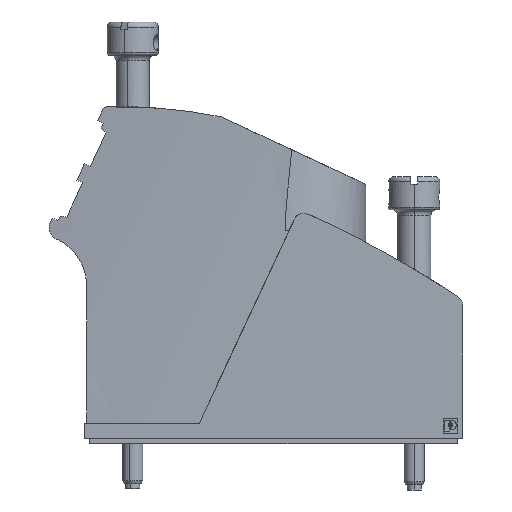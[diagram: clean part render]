
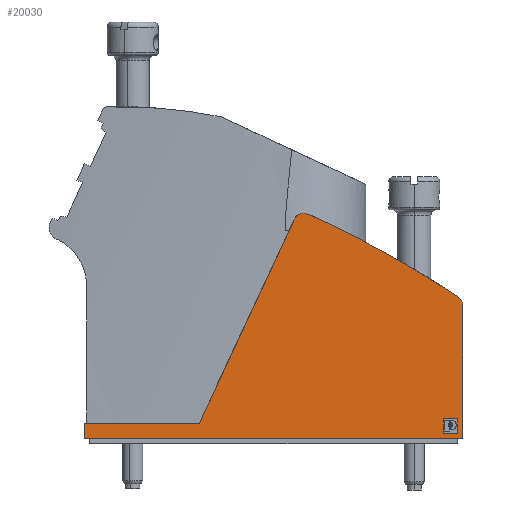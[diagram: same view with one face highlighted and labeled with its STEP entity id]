
A CAD part, left-side view. The second image highlights one B-rep face of the part: STEP entity #20030.
In plain terms, the highlighted face is planar.
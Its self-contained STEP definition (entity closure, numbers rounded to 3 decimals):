
#7180=CARTESIAN_POINT('',(-919.247,121.75,
-979.223));
#7190=VERTEX_POINT('',#7180);
#7360=CARTESIAN_POINT('',(-919.247,121.75,
-953.282));
#7370=VERTEX_POINT('',#7360);
#7400=CARTESIAN_POINT('',(-919.247,121.75,
54.114));
#7410=DIRECTION('',(0.,0.,1.));
#7420=VECTOR('',#7410,1.);
#7430=LINE('',#7400,#7420);
#7440=EDGE_CURVE('',#7190,#7370,#7430,.T.);
#10780=CARTESIAN_POINT('',(-396.592,121.75,
54.114));
#10790=DIRECTION('',(0.423,0.,0.906));
#10800=VECTOR('',#10790,1.);
#10810=LINE('',#10780,#10800);
#10820=CARTESIAN_POINT('',(-886.334,121.75,
-996.14));
#10830=VERTEX_POINT('',#10820);
#10840=CARTESIAN_POINT('',(-867.747,121.75,
-956.282));
#10850=VERTEX_POINT('',#10840);
#10860=EDGE_CURVE('',#10830,#10850,#10810,.T.);
#11330=CARTESIAN_POINT('',(-888.146,121.75,
-995.294));
#11340=DIRECTION('',(0.,-1.,0.));
#11350=DIRECTION('',(-1.,0.,0.));
#11360=AXIS2_PLACEMENT_3D('',#11330,#11340,#11350);
#11370=CIRCLE('',#11360,2.);
#11380=CARTESIAN_POINT('',(-888.952,121.75,
-997.125));
#11390=VERTEX_POINT('',#11380);
#11400=EDGE_CURVE('',#11390,#10830,#11370,.T.);
#13400=CARTESIAN_POINT('',(-918.047,121.75,
-956.931));
#13410=DIRECTION('',(0.,-1.,0.));
#13420=DIRECTION('',(-1.,0.,0.));
#13430=AXIS2_PLACEMENT_3D('',#13400,#13410,#13420);
#13440=CIRCLE('',#13430,0.2);
#13450=CARTESIAN_POINT('',(-918.247,121.75,
-956.931));
#13460=VERTEX_POINT('',#13450);
#13470=CARTESIAN_POINT('',(-918.047,121.75,
-957.132));
#13480=VERTEX_POINT('',#13470);
#13490=EDGE_CURVE('',#13460,#13480,#13440,.T.);
#18860=CARTESIAN_POINT('',(-892.532,121.75,
-972.885));
#18870=DIRECTION('',(0.,1.,-0.));
#18880=DIRECTION('',(-1.,0.,0.));
#18890=AXIS2_PLACEMENT_3D('',#18860,#18870,#18880);
#18900=PLANE('',#18890);
#18910=CARTESIAN_POINT('',(-845.247,121.75,
54.114));
#18920=DIRECTION('',(0.,0.,1.));
#18930=VECTOR('',#18920,1.);
#18940=LINE('',#18910,#18930);
#18950=CARTESIAN_POINT('',(-845.247,121.75,
-956.282));
#18960=VERTEX_POINT('',#18950);
#18970=CARTESIAN_POINT('',(-845.247,121.75,
-953.282));
#18980=VERTEX_POINT('',#18970);
#18990=EDGE_CURVE('',#18960,#18980,#18940,.T.);
#19000=ORIENTED_EDGE('',*,*,#18990,.T.);
#19010=CARTESIAN_POINT('',(-262.742,121.75,
-956.282));
#19020=DIRECTION('',(1.,0.,0.));
#19030=VECTOR('',#19020,1.);
#19040=LINE('',#19010,#19030);
#19050=EDGE_CURVE('',#10850,#18960,#19040,.T.);
#19060=ORIENTED_EDGE('',*,*,#19050,.T.);
#19070=ORIENTED_EDGE('',*,*,#10860,.T.);
#19080=ORIENTED_EDGE('',*,*,#11400,.T.);
#19090=CARTESIAN_POINT('',(-822.499,121.75,
-846.098));
#19100=DIRECTION('',(0.,-1.,0.));
#19110=DIRECTION('',(-1.,0.,0.));
#19120=AXIS2_PLACEMENT_3D('',#19090,#19100,#19110);
#19130=CIRCLE('',#19120,165.);
#19140=CARTESIAN_POINT('',(-904.256,121.75,
-989.419));
#19150=VERTEX_POINT('',#19140);
#19160=EDGE_CURVE('',#19150,#11390,#19130,.T.);
#19170=ORIENTED_EDGE('',*,*,#19160,.T.);
#19180=CARTESIAN_POINT('',(-825.999,121.75,
-844.158));
#19190=DIRECTION('',(0.,-1.,0.));
#19200=DIRECTION('',(-1.,0.,0.));
#19210=AXIS2_PLACEMENT_3D('',#19180,#19190,#19200);
#19220=CIRCLE('',#19210,165.);
#19230=CARTESIAN_POINT('',(-918.367,121.75,
-980.88));
#19240=VERTEX_POINT('',#19230);
#19250=EDGE_CURVE('',#19240,#19150,#19220,.T.);
#19260=ORIENTED_EDGE('',*,*,#19250,.T.);
#19270=CARTESIAN_POINT('',(-917.247,121.75,
-979.223));
#19280=DIRECTION('',(0.,-1.,0.));
#19290=DIRECTION('',(-1.,0.,0.));
#19300=AXIS2_PLACEMENT_3D('',#19270,#19280,#19290);
#19310=CIRCLE('',#19300,2.);
#19320=EDGE_CURVE('',#7190,#19240,#19310,.T.);
#19330=ORIENTED_EDGE('',*,*,#19320,.T.);
#19340=ORIENTED_EDGE('',*,*,#7440,.F.);
#19350=CARTESIAN_POINT('',(-262.742,121.75,
-953.282));
#19360=DIRECTION('',(-1.,0.,0.));
#19370=VECTOR('',#19360,1.);
#19380=LINE('',#19350,#19370);
#19390=EDGE_CURVE('',#18980,#7370,#19380,.T.);
#19400=ORIENTED_EDGE('',*,*,#19390,.T.);
#19410=EDGE_LOOP('',(#19400,#19340,#19330,#19260,#19170,#19080,#19070,
#19060,#19000));
#19420=FACE_OUTER_BOUND('',#19410,.T.);
#19430=CARTESIAN_POINT('',(-918.247,121.75,
54.114));
#19440=DIRECTION('',(0.,0.,1.));
#19450=VECTOR('',#19440,1.);
#19460=LINE('',#19430,#19450);
#19470=CARTESIAN_POINT('',(-918.247,121.75,
-954.482));
#19480=VERTEX_POINT('',#19470);
#19490=EDGE_CURVE('',#13460,#19480,#19460,.T.);
#19500=ORIENTED_EDGE('',*,*,#19490,.T.);
#19510=ORIENTED_EDGE('',*,*,#13490,.F.);
#19520=CARTESIAN_POINT('',(-262.742,121.75,
-957.132));
#19530=DIRECTION('',(-1.,0.,0.));
#19540=VECTOR('',#19530,1.);
#19550=LINE('',#19520,#19540);
#19560=CARTESIAN_POINT('',(-915.598,121.75,
-957.132));
#19570=VERTEX_POINT('',#19560);
#19580=EDGE_CURVE('',#19570,#13480,#19550,.T.);
#19590=ORIENTED_EDGE('',*,*,#19580,.T.);
#19600=CARTESIAN_POINT('',(-915.598,121.75,
-956.931));
#19610=DIRECTION('',(0.,-1.,0.));
#19620=DIRECTION('',(-1.,0.,0.));
#19630=AXIS2_PLACEMENT_3D('',#19600,#19610,#19620);
#19640=CIRCLE('',#19630,0.2);
#19650=CARTESIAN_POINT('',(-915.397,121.75,
-956.931));
#19660=VERTEX_POINT('',#19650);
#19670=EDGE_CURVE('',#19570,#19660,#19640,.T.);
#19680=ORIENTED_EDGE('',*,*,#19670,.F.);
#19690=CARTESIAN_POINT('',(-915.397,121.75,
54.114));
#19700=DIRECTION('',(0.,0.,-1.));
#19710=VECTOR('',#19700,1.);
#19720=LINE('',#19690,#19710);
#19730=CARTESIAN_POINT('',(-915.397,121.75,
-954.482));
#19740=VERTEX_POINT('',#19730);
#19750=EDGE_CURVE('',#19740,#19660,#19720,.T.);
#19760=ORIENTED_EDGE('',*,*,#19750,.T.);
#19770=CARTESIAN_POINT('',(-915.598,121.75,
-954.482));
#19780=DIRECTION('',(0.,-1.,0.));
#19790=DIRECTION('',(-1.,0.,0.));
#19800=AXIS2_PLACEMENT_3D('',#19770,#19780,#19790);
#19810=CIRCLE('',#19800,0.2);
#19820=CARTESIAN_POINT('',(-915.598,121.75,
-954.282));
#19830=VERTEX_POINT('',#19820);
#19840=EDGE_CURVE('',#19740,#19830,#19810,.T.);
#19850=ORIENTED_EDGE('',*,*,#19840,.F.);
#19860=CARTESIAN_POINT('',(-262.742,121.75,
-954.282));
#19870=DIRECTION('',(1.,0.,0.));
#19880=VECTOR('',#19870,1.);
#19890=LINE('',#19860,#19880);
#19900=CARTESIAN_POINT('',(-918.047,121.75,
-954.282));
#19910=VERTEX_POINT('',#19900);
#19920=EDGE_CURVE('',#19910,#19830,#19890,.T.);
#19930=ORIENTED_EDGE('',*,*,#19920,.T.);
#19940=CARTESIAN_POINT('',(-918.047,121.75,
-954.482));
#19950=DIRECTION('',(0.,-1.,0.));
#19960=DIRECTION('',(-1.,0.,0.));
#19970=AXIS2_PLACEMENT_3D('',#19940,#19950,#19960);
#19980=CIRCLE('',#19970,0.2);
#19990=EDGE_CURVE('',#19910,#19480,#19980,.T.);
#20000=ORIENTED_EDGE('',*,*,#19990,.F.);
#20010=EDGE_LOOP('',(#20000,#19930,#19850,#19760,#19680,#19590,#19510,
#19500));
#20020=FACE_BOUND('',#20010,.T.);
#20030=ADVANCED_FACE('',(#19420,#20020),#18900,.F.);
